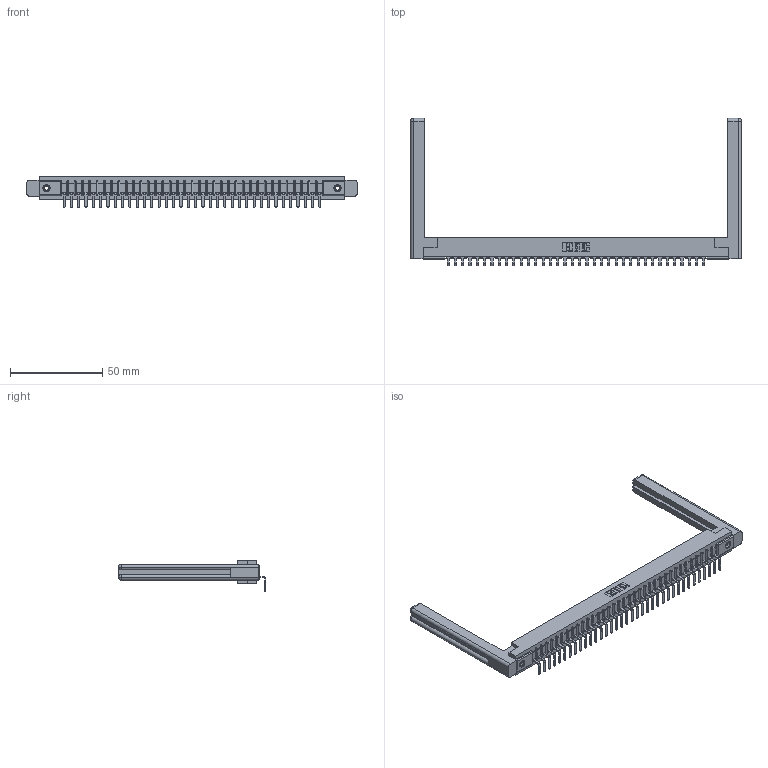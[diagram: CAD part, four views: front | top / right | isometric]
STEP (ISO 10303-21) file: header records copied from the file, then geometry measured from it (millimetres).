
FILE_DESCRIPTION (( 'STEP AP203' ), '1' );
FILE_NAME ('307-036-559-158.STEP', '2019-09-05T16:55:42', ( '' ), ( '' ), 'SwSTEP 2.0', 'SolidWorks 2016', '' );
FILE_SCHEMA (( 'CONFIG_CONTROL_DESIGN' ));
Length unit declared in the file: inch
Products named in the file (5): 307-036-559-158; 307 Part_.156 Dia Mounting Holes; 345-250-001_345-250-001-102; 307-290-001_558 559 - 1 (Single); 307-220-058
Assembly tree (41 placements, depth 2):
  307-036-559-158
    307 Part_.156 Dia Mounting Holes
    307-290-001_558 559 - 1 (Single)  x36
    307-220-058  x2
    345-250-001_345-250-001-102  x2
Bounding box: 179.27 x 79.77 x 16.8 mm (x, y, z)
Volume: 25784.3 mm3; surface area: 25076.5 mm2
Topology: 41 solids, 41 shells, 2457 faces, 6941 edges, 4466 vertices
Faces by surface type: plane 1558, cylinder 801, sphere 74, torus 12, cone 12
Entity records: 34339 total; most frequent: CARTESIAN_POINT 5791, ORIENTED_EDGE 5716, DIRECTION 5596, EDGE_CURVE 2858, VECTOR 2186, LINE 2186, VERTEX_POINT 1846, AXIS2_PLACEMENT_3D 1705
